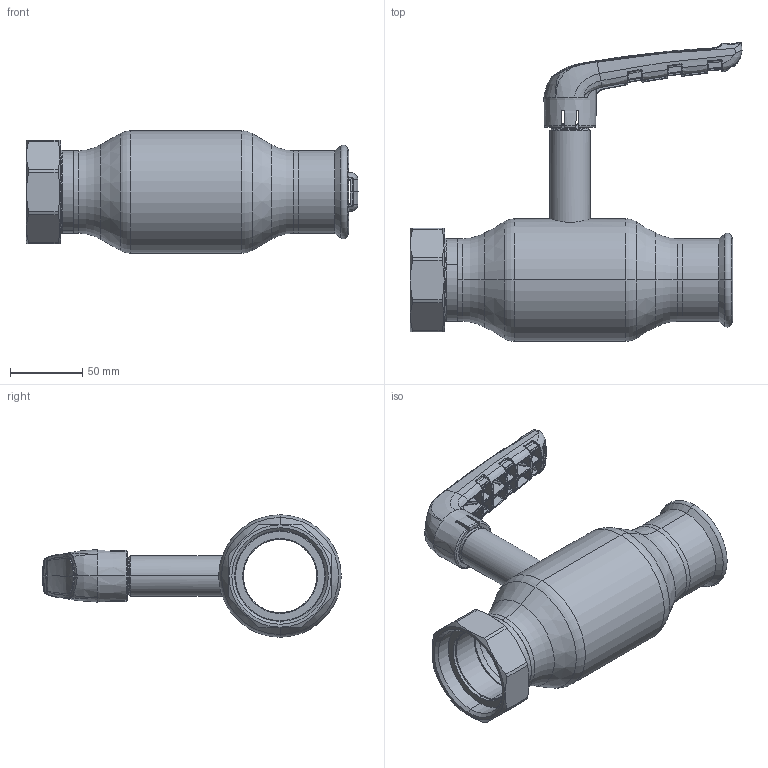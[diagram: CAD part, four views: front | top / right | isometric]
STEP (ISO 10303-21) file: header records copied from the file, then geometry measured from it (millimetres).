
FILE_DESCRIPTION (( 'STEP AP214' ), '1' );
FILE_NAME ('XPR11401 DN50 G2 14 x 54.step', '2018-09-18T10:44:24', ( '' ), ( '' ), 'SwSTEP 2.0', 'SolidWorks 2017', '' );
FILE_SCHEMA (( 'AUTOMOTIVE_DESIGN' ));
Length unit declared in the file: millimetre
Products named in the file (1): XPR11401 DN50 G2 14 x 54
Bounding box: 230.55 x 207.31 x 85 mm (x, y, z)
Surface area: 108508.2 mm2 (no closed solid volume)
Topology: 0 solids, 16 shells, 781 faces, 2632 edges, 1745 vertices
Faces by surface type: bspline 616, plane 54, cylinder 46, cone 36, torus 23, sphere 6
Entity records: 59159 total; most frequent: CARTESIAN_POINT 33942, ORIENTED_EDGE 4108, EDGE_CURVE 2626, B_SPLINE_CURVE_WITH_KNOTS 1817, DIRECTION 1763, VERTEX_POINT 1745, EDGE_LOOP 794, AXIS2_PLACEMENT_3D 790
